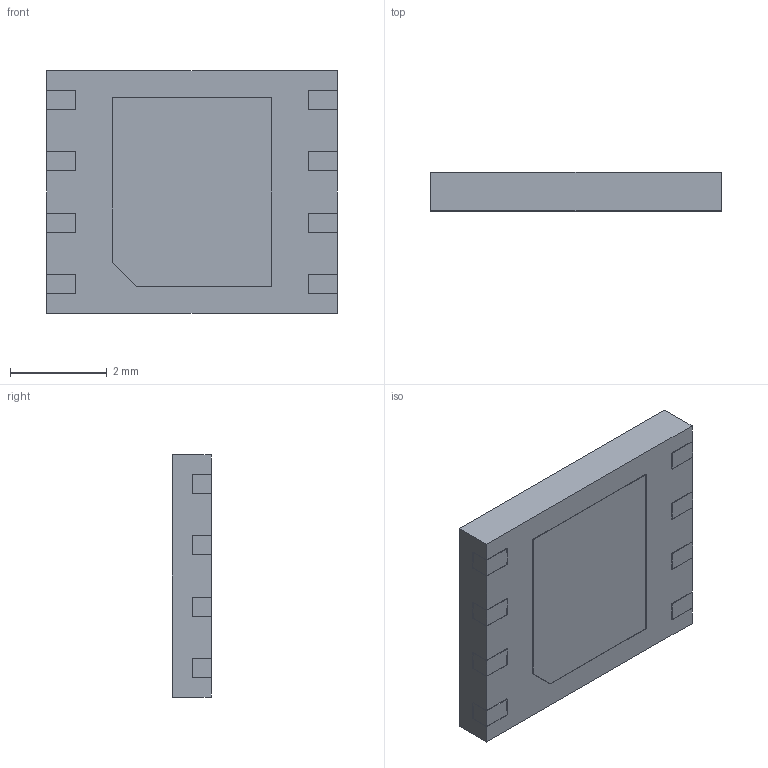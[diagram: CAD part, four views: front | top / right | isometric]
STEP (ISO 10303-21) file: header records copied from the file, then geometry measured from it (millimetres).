
FILE_DESCRIPTION (( 'STEP AP214' ), '1' );
FILE_NAME ('4C27A315-9A04-4E06-B455-E04E75C56EB2.STEP', '2023-02-02T07:38:28', ( '' ), ( '' ), 'SwSTEP 2.0', 'SolidWorks 2022', '' );
FILE_SCHEMA (( 'AUTOMOTIVE_DESIGN' ));
Length unit declared in the file: millimetre
Products named in the file (1): 4C27A315-9A04-4E06-B455-E04E75C56EB2
Bounding box: 6.02 x 0.81 x 5 mm (x, y, z)
Volume: 24.1 mm3; surface area: 78.1 mm2
Topology: 1 solids, 1 shells, 63 faces, 177 edges, 118 vertices
Faces by surface type: plane 61, cylinder 2
Entity records: 2128 total; most frequent: CARTESIAN_POINT 359, ORIENTED_EDGE 354, DIRECTION 309, EDGE_CURVE 177, VECTOR 173, LINE 173, VERTEX_POINT 118, AXIS2_PLACEMENT_3D 68
